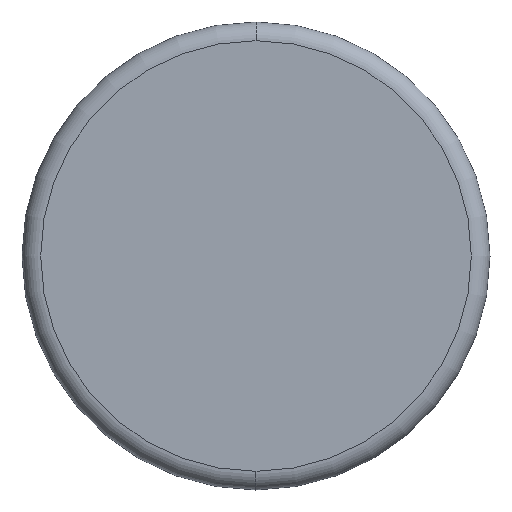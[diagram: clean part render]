
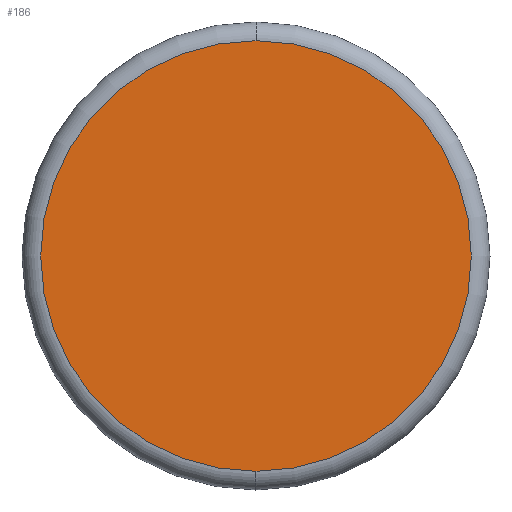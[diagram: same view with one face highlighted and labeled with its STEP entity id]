
A CAD part, left-side view. The second image highlights one B-rep face of the part: STEP entity #186.
In plain terms, the highlighted planar face has unit normal (-1, 0, 0).
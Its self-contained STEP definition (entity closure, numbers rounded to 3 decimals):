
#6 = VERTEX_POINT ( 'NONE', #345 ) ;
#26 = AXIS2_PLACEMENT_3D ( 'NONE', #271, #107, #80 ) ;
#27 = EDGE_LOOP ( 'NONE', ( #145, #221 ) ) ;
#52 = DIRECTION ( 'NONE',  ( -1., 0., 0. ) ) ;
#80 = DIRECTION ( 'NONE',  ( 0., 0., 1. ) ) ;
#105 = CARTESIAN_POINT ( 'NONE',  ( -3., 0., 11.5 ) ) ;
#107 = DIRECTION ( 'NONE',  ( -1., 0., 0. ) ) ;
#138 = EDGE_CURVE ( 'NONE', #143, #6, #297, .T. ) ;
#143 = VERTEX_POINT ( 'NONE', #105 ) ;
#145 = ORIENTED_EDGE ( 'NONE', *, *, #138, .T. ) ;
#151 = EDGE_CURVE ( 'NONE', #6, #143, #324, .T. ) ;
#186 = ADVANCED_FACE ( 'NONE', ( #326 ), #300, .F. ) ;
#188 = DIRECTION ( 'NONE',  ( 0., 0., 1. ) ) ;
#191 = CARTESIAN_POINT ( 'NONE',  ( -3., 11.5, 0. ) ) ;
#211 = DIRECTION ( 'NONE',  ( 1., 0., 0. ) ) ;
#221 = ORIENTED_EDGE ( 'NONE', *, *, #151, .T. ) ;
#268 = CARTESIAN_POINT ( 'NONE',  ( -3., 0., 0. ) ) ;
#271 = CARTESIAN_POINT ( 'NONE',  ( -3., 0., 0. ) ) ;
#297 = CIRCLE ( 'NONE', #307, 11.5 ) ;
#300 = PLANE ( 'NONE',  #357 ) ;
#307 = AXIS2_PLACEMENT_3D ( 'NONE', #268, #52, #188 ) ;
#324 = CIRCLE ( 'NONE', #26, 11.5 ) ;
#326 = FACE_OUTER_BOUND ( 'NONE', #27, .T. ) ;
#327 = DIRECTION ( 'NONE',  ( 0., 0., -1. ) ) ;
#345 = CARTESIAN_POINT ( 'NONE',  ( -3., 0., -11.5 ) ) ;
#357 = AXIS2_PLACEMENT_3D ( 'NONE', #191, #211, #327 ) ;
